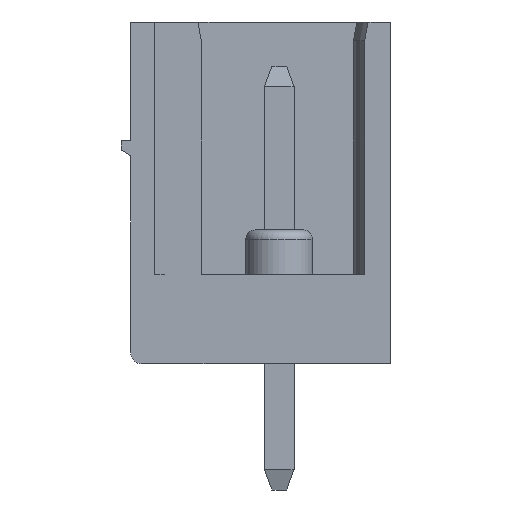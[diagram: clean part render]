
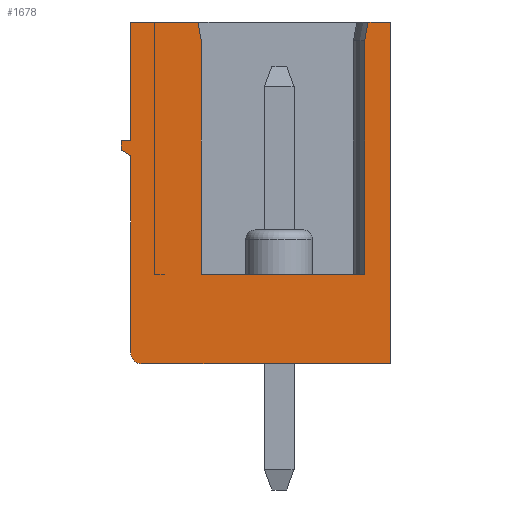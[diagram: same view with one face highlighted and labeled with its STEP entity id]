
A CAD part, left-side view. The second image highlights one B-rep face of the part: STEP entity #1678.
In plain terms, the highlighted planar face has unit normal (-1, 0, 0).
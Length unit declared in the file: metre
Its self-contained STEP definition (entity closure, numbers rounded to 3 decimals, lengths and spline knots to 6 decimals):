
#1678=ADVANCED_FACE('',(#4842),#4843,.F.);
#4842=FACE_OUTER_BOUND('',#9594,.T.);
#4843=PLANE('',#9595);
#9594=EDGE_LOOP('',(#14647,#14648,#14649,#14650,#14651,#14652,#14653,#14654,#14655,#14656,#14657,#14658,#14659,#14660,#14661));
#9595=AXIS2_PLACEMENT_3D('',#14662,#14663,#14664);
#14647=ORIENTED_EDGE('',*,*,#28441,.T.);
#14648=ORIENTED_EDGE('',*,*,#28442,.F.);
#14649=ORIENTED_EDGE('',*,*,#28443,.F.);
#14650=ORIENTED_EDGE('',*,*,#28444,.F.);
#14651=ORIENTED_EDGE('',*,*,#28389,.T.);
#14652=ORIENTED_EDGE('',*,*,#28296,.T.);
#14653=ORIENTED_EDGE('',*,*,#28257,.F.);
#14654=ORIENTED_EDGE('',*,*,#28425,.T.);
#14655=ORIENTED_EDGE('',*,*,#28347,.F.);
#14656=ORIENTED_EDGE('',*,*,#28445,.F.);
#14657=ORIENTED_EDGE('',*,*,#28446,.F.);
#14658=ORIENTED_EDGE('',*,*,#28447,.F.);
#14659=ORIENTED_EDGE('',*,*,#28448,.F.);
#14660=ORIENTED_EDGE('',*,*,#28449,.F.);
#14661=ORIENTED_EDGE('',*,*,#28450,.F.);
#14662=CARTESIAN_POINT('',(-1.086627,0.01086,0.000933));
#14663=DIRECTION('',(1.0,0.0,0.0));
#14664=DIRECTION('',(0.0,1.0,-0.0));
#28257=EDGE_CURVE('',#33762,#33764,#33765,.T.);
#28296=EDGE_CURVE('',#33831,#33764,#33832,.T.);
#28347=EDGE_CURVE('',#33905,#33907,#33908,.T.);
#28389=EDGE_CURVE('',#33965,#33831,#33966,.T.);
#28425=EDGE_CURVE('',#33762,#33907,#34012,.T.);
#28441=EDGE_CURVE('',#34029,#34030,#34031,.F.);
#28442=EDGE_CURVE('',#34032,#34030,#34033,.T.);
#28443=EDGE_CURVE('',#34034,#34032,#34035,.T.);
#28444=EDGE_CURVE('',#33965,#34034,#34036,.T.);
#28445=EDGE_CURVE('',#34037,#33905,#34038,.T.);
#28446=EDGE_CURVE('',#34039,#34037,#34040,.T.);
#28447=EDGE_CURVE('',#34041,#34039,#34042,.T.);
#28448=EDGE_CURVE('',#34043,#34041,#34044,.T.);
#28449=EDGE_CURVE('',#34045,#34043,#34046,.T.);
#28450=EDGE_CURVE('',#34029,#34045,#34047,.T.);
#33762=VERTEX_POINT('',#41780);
#33764=VERTEX_POINT('',#41783);
#33765=LINE('',#41784,#41785);
#33831=VERTEX_POINT('',#41881);
#33832=LINE('',#41882,#41883);
#33905=VERTEX_POINT('',#41992);
#33907=VERTEX_POINT('',#41995);
#33908=LINE('',#41996,#41997);
#33965=VERTEX_POINT('',#42081);
#33966=LINE('',#42082,#42083);
#34012=LINE('',#42154,#42155);
#34029=VERTEX_POINT('',#42179);
#34030=VERTEX_POINT('',#42180);
#34031=CIRCLE('',#42181,0.0003);
#34032=VERTEX_POINT('',#42182);
#34033=LINE('',#42183,#42184);
#34034=VERTEX_POINT('',#42185);
#34035=LINE('',#42186,#42187);
#34036=LINE('',#42188,#42189);
#34037=VERTEX_POINT('',#42190);
#34038=LINE('',#42191,#42192);
#34039=VERTEX_POINT('',#42193);
#34040=LINE('',#42194,#42195);
#34041=VERTEX_POINT('',#42196);
#34042=LINE('',#42197,#42198);
#34043=VERTEX_POINT('',#42199);
#34044=LINE('',#42200,#42201);
#34045=VERTEX_POINT('',#42202);
#34046=LINE('',#42203,#42204);
#34047=LINE('',#42205,#42206);
#41780=CARTESIAN_POINT('',(-1.086627,0.00896,-0.005867));
#41783=CARTESIAN_POINT('',(-1.086627,0.00456,-0.005867));
#41784=CARTESIAN_POINT('',(-1.086627,0.00386,-0.005867));
#41785=VECTOR('',#53585,1.0);
#41881=CARTESIAN_POINT('',(-1.086627,0.00456,0.000433));
#41882=CARTESIAN_POINT('',(-1.086627,0.00456,-0.005567));
#41883=VECTOR('',#53622,1.0);
#41992=CARTESIAN_POINT('',(-1.086627,0.009048,0.000933));
#41995=CARTESIAN_POINT('',(-1.086627,0.00896,0.000433));
#41996=CARTESIAN_POINT('',(-1.086627,0.009048,0.000933));
#41997=VECTOR('',#53663,1.0);
#42081=CARTESIAN_POINT('',(-1.086627,0.004471,0.000933));
#42082=CARTESIAN_POINT('',(-1.086627,0.005565,-0.005267));
#42083=VECTOR('',#53697,1.0);
#42154=CARTESIAN_POINT('',(-1.086627,0.00896,-0.005567));
#42155=VECTOR('',#53720,1.0);
#42179=CARTESIAN_POINT('',(-1.086627,0.01086,-0.007967));
#42180=CARTESIAN_POINT('',(-1.086627,0.01056,-0.008267));
#42181=AXIS2_PLACEMENT_3D('',#53731,#53732,#53733);
#42182=CARTESIAN_POINT('',(-1.086627,0.00386,-0.008267));
#42183=CARTESIAN_POINT('',(-1.086627,0.01056,-0.008267));
#42184=VECTOR('',#53734,1.0);
#42185=CARTESIAN_POINT('',(-1.086627,0.00386,0.000933));
#42186=CARTESIAN_POINT('',(-1.086627,0.00386,-0.008267));
#42187=VECTOR('',#53735,1.0);
#42188=CARTESIAN_POINT('',(-1.086627,0.00386,0.000933));
#42189=VECTOR('',#53736,1.0);
#42190=CARTESIAN_POINT('',(-1.086627,0.01086,0.000933));
#42191=CARTESIAN_POINT('',(-1.086627,0.00386,0.000933));
#42192=VECTOR('',#53737,1.0);
#42193=CARTESIAN_POINT('',(-1.086627,0.01086,-0.002267));
#42194=CARTESIAN_POINT('',(-1.086627,0.01086,0.000933));
#42195=VECTOR('',#53738,1.0);
#42196=CARTESIAN_POINT('',(-1.086627,0.01111,-0.002267));
#42197=CARTESIAN_POINT('',(-1.086627,0.01086,-0.002267));
#42198=VECTOR('',#53739,1.0);
#42199=CARTESIAN_POINT('',(-1.086627,0.01111,-0.002517));
#42200=CARTESIAN_POINT('',(-1.086627,0.01111,-0.002267));
#42201=VECTOR('',#53740,1.0);
#42202=CARTESIAN_POINT('',(-1.086627,0.01086,-0.002667));
#42203=CARTESIAN_POINT('',(-1.086627,0.01111,-0.002517));
#42204=VECTOR('',#53741,1.0);
#42205=CARTESIAN_POINT('',(-1.086627,0.01086,-0.002667));
#42206=VECTOR('',#53742,1.0);
#53585=DIRECTION('',(0.0,-1.0,0.));
#53622=DIRECTION('',(0.0,0.,-1.0));
#53663=DIRECTION('',(0.0,-0.174,-0.985));
#53697=DIRECTION('',(0.0,0.174,-0.985));
#53720=DIRECTION('',(0.0,0.,1.0));
#53731=CARTESIAN_POINT('',(-1.086627,0.01056,-0.007967));
#53732=DIRECTION('',(1.0,0.0,0.0));
#53733=DIRECTION('',(0.0,0.0,-1.0));
#53734=DIRECTION('',(0.0,1.0,0.));
#53735=DIRECTION('',(0.0,0.,-1.0));
#53736=DIRECTION('',(0.0,-1.0,0.));
#53737=DIRECTION('',(0.0,-1.0,0.));
#53738=DIRECTION('',(0.0,0.,1.0));
#53739=DIRECTION('',(0.0,-1.0,0.));
#53740=DIRECTION('',(0.0,0.,1.0));
#53741=DIRECTION('',(0.0,0.857,0.514));
#53742=DIRECTION('',(0.0,0.,1.0));
